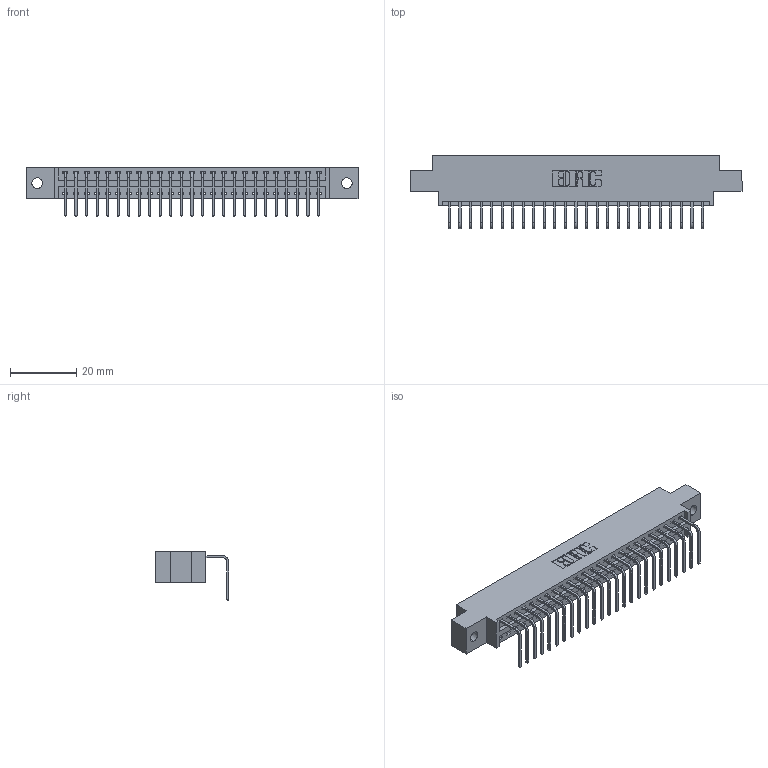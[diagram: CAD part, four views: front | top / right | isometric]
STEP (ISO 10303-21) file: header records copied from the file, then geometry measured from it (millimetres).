
FILE_DESCRIPTION (( 'STEP AP203' ), '1' );
FILE_NAME ('346-025-558-602.STEP', '2018-08-21T21:25:06', ( '' ), ( '' ), 'SwSTEP 2.0', 'SolidWorks 2016', '' );
FILE_SCHEMA (( 'CONFIG_CONTROL_DESIGN' ));
Length unit declared in the file: inch
Products named in the file (3): 346 Part_0.170 Offset - 0.128 Dia; 345-292-001_558 Tail - 2; 346-025-558-602
Assembly tree (26 placements, depth 2):
  346-025-558-602
    346 Part_0.170 Offset - 0.128 Dia
    345-292-001_558 Tail - 2  x25
Bounding box: 99.95 x 22.16 x 14.73 mm (x, y, z)
Volume: 9342.2 mm3; surface area: 11879.1 mm2
Topology: 26 solids, 26 shells, 1626 faces, 4891 edges, 3226 vertices
Faces by surface type: plane 1130, cylinder 496
Entity records: 18023 total; most frequent: CARTESIAN_POINT 3103, ORIENTED_EDGE 3062, DIRECTION 2757, EDGE_CURVE 1531, LINE 1299, VECTOR 1299, VERTEX_POINT 1018, AXIS2_PLACEMENT_3D 729
